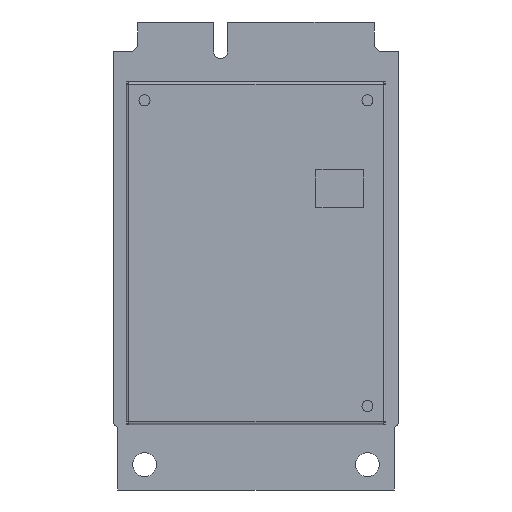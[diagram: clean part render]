
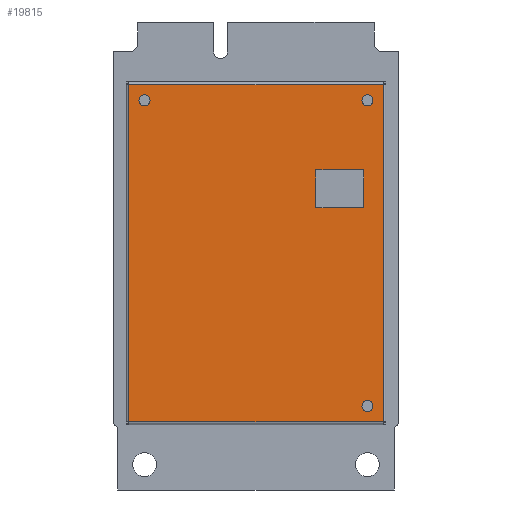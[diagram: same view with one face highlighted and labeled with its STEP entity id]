
A CAD part, front view. The second image highlights one B-rep face of the part: STEP entity #19815.
In plain terms, the highlighted planar face has unit normal (0, -1, 0).
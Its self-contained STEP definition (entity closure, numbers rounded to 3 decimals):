
#18182=CARTESIAN_POINT('',(-12.1,-1.5,-8.5));
#18183=DIRECTION('',(0.,-1.,0.));
#18184=DIRECTION('',(1.,0.,0.));
#18185=AXIS2_PLACEMENT_3D('',#18182,#18183,#18184);
#18190=CARTESIAN_POINT('',(-12.1,-1.5,-8.5));
#18191=DIRECTION('',(0.,-1.,0.));
#18192=DIRECTION('',(-1.,0.,0.));
#18193=AXIS2_PLACEMENT_3D('',#18190,#18191,#18192);
#18198=CARTESIAN_POINT('',(12.1,-1.5,-8.5));
#18199=DIRECTION('',(0.,-1.,0.));
#18200=DIRECTION('',(1.,0.,0.));
#18201=AXIS2_PLACEMENT_3D('',#18198,#18199,#18200);
#18206=CARTESIAN_POINT('',(12.1,-1.5,-8.5));
#18207=DIRECTION('',(0.,-1.,0.));
#18208=DIRECTION('',(-1.,0.,0.));
#18209=AXIS2_PLACEMENT_3D('',#18206,#18207,#18208);
#18214=CARTESIAN_POINT('',(12.1,-1.5,-41.7));
#18215=DIRECTION('',(0.,-1.,0.));
#18216=DIRECTION('',(1.,0.,0.));
#18217=AXIS2_PLACEMENT_3D('',#18214,#18215,#18216);
#18222=CARTESIAN_POINT('',(12.1,-1.5,-41.7));
#18223=DIRECTION('',(0.,-1.,0.));
#18224=DIRECTION('',(-1.,0.,0.));
#18225=AXIS2_PLACEMENT_3D('',#18222,#18223,#18224);
#18230=DIRECTION('',(0.,0.,1.));
#18231=VECTOR('',#18230,4.1);
#18232=CARTESIAN_POINT('',(11.7,-1.5,-20.148));
#18233=LINE('',#18232,#18231);
#18237=DIRECTION('',(-1.,0.,0.));
#18238=VECTOR('',#18237,5.2);
#18239=CARTESIAN_POINT('',(11.7,-1.5,-16.048));
#18240=LINE('',#18239,#18238);
#18244=DIRECTION('',(0.,0.,-1.));
#18245=VECTOR('',#18244,4.1);
#18246=CARTESIAN_POINT('',(6.5,-1.5,-16.048));
#18247=LINE('',#18246,#18245);
#18251=DIRECTION('',(1.,0.,0.));
#18252=VECTOR('',#18251,5.2);
#18253=CARTESIAN_POINT('',(6.5,-1.5,-20.148));
#18254=LINE('',#18253,#18252);
#18258=DIRECTION('',(-1.,0.,0.));
#18259=VECTOR('',#18258,27.6);
#18260=CARTESIAN_POINT('',(13.8,-1.5,-6.8));
#18261=LINE('',#18260,#18259);
#18318=DIRECTION('',(0.,0.,-1.));
#18319=VECTOR('',#18318,36.6);
#18320=CARTESIAN_POINT('',(-13.8,-1.5,-6.8));
#18321=LINE('',#18320,#18319);
#18378=DIRECTION('',(1.,0.,0.));
#18379=VECTOR('',#18378,27.6);
#18380=CARTESIAN_POINT('',(-13.8,-1.5,-43.4));
#18381=LINE('',#18380,#18379);
#18438=DIRECTION('',(0.,0.,1.));
#18439=VECTOR('',#18438,36.6);
#18440=CARTESIAN_POINT('',(13.8,-1.5,-43.4));
#18441=LINE('',#18440,#18439);
#19540=CARTESIAN_POINT('',(13.8,-1.5,-6.8));
#19541=CARTESIAN_POINT('',(-13.8,-1.5,-6.8));
#19542=VERTEX_POINT('',#19540);
#19543=VERTEX_POINT('',#19541);
#19544=CARTESIAN_POINT('',(13.8,-1.5,-43.4));
#19545=VERTEX_POINT('',#19544);
#19546=CARTESIAN_POINT('',(-13.8,-1.5,-43.4));
#19547=VERTEX_POINT('',#19546);
#19548=CARTESIAN_POINT('',(-11.5,-1.5,-8.5));
#19549=CARTESIAN_POINT('',(-12.7,-1.5,-8.5));
#19550=VERTEX_POINT('',#19548);
#19551=VERTEX_POINT('',#19549);
#19552=CARTESIAN_POINT('',(12.7,-1.5,-8.5));
#19553=CARTESIAN_POINT('',(11.5,-1.5,-8.5));
#19554=VERTEX_POINT('',#19552);
#19555=VERTEX_POINT('',#19553);
#19556=CARTESIAN_POINT('',(12.7,-1.5,-41.7));
#19557=CARTESIAN_POINT('',(11.5,-1.5,-41.7));
#19558=VERTEX_POINT('',#19556);
#19559=VERTEX_POINT('',#19557);
#19560=CARTESIAN_POINT('',(11.7,-1.5,-20.148));
#19561=CARTESIAN_POINT('',(11.7,-1.5,-16.048));
#19562=VERTEX_POINT('',#19560);
#19563=VERTEX_POINT('',#19561);
#19564=CARTESIAN_POINT('',(6.5,-1.5,-16.048));
#19565=VERTEX_POINT('',#19564);
#19566=CARTESIAN_POINT('',(6.5,-1.5,-20.148));
#19567=VERTEX_POINT('',#19566);
#19772=CARTESIAN_POINT('',(0.,-1.5,0.));
#19773=DIRECTION('',(0.,-1.,0.));
#19774=DIRECTION('',(-1.,0.,0.));
#19775=AXIS2_PLACEMENT_3D('',#19772,#19773,#19774);
#19776=PLANE('',#19775);
#19778=ORIENTED_EDGE('',*,*,#19777,.F.);
#19780=ORIENTED_EDGE('',*,*,#19779,.F.);
#19782=ORIENTED_EDGE('',*,*,#19781,.F.);
#19784=ORIENTED_EDGE('',*,*,#19783,.F.);
#19785=EDGE_LOOP('',(#19778,#19780,#19782,#19784));
#19786=FACE_OUTER_BOUND('',#19785,.F.);
#19788=ORIENTED_EDGE('',*,*,#19787,.T.);
#19790=ORIENTED_EDGE('',*,*,#19789,.T.);
#19791=EDGE_LOOP('',(#19788,#19790));
#19792=FACE_BOUND('',#19791,.F.);
#19794=ORIENTED_EDGE('',*,*,#19793,.T.);
#19796=ORIENTED_EDGE('',*,*,#19795,.T.);
#19797=EDGE_LOOP('',(#19794,#19796));
#19798=FACE_BOUND('',#19797,.F.);
#19800=ORIENTED_EDGE('',*,*,#19799,.T.);
#19802=ORIENTED_EDGE('',*,*,#19801,.T.);
#19803=EDGE_LOOP('',(#19800,#19802));
#19804=FACE_BOUND('',#19803,.F.);
#19806=ORIENTED_EDGE('',*,*,#19805,.T.);
#19808=ORIENTED_EDGE('',*,*,#19807,.T.);
#19810=ORIENTED_EDGE('',*,*,#19809,.T.);
#19812=ORIENTED_EDGE('',*,*,#19811,.T.);
#19813=EDGE_LOOP('',(#19806,#19808,#19810,#19812));
#19814=FACE_BOUND('',#19813,.F.);
#18186=CIRCLE('',#18185,0.6);
#18194=CIRCLE('',#18193,0.6);
#18202=CIRCLE('',#18201,0.6);
#18210=CIRCLE('',#18209,0.6);
#18218=CIRCLE('',#18217,0.6);
#18226=CIRCLE('',#18225,0.6);
#19777=EDGE_CURVE('',#19542,#19543,#18261,.T.);
#19779=EDGE_CURVE('',#19545,#19542,#18441,.T.);
#19781=EDGE_CURVE('',#19547,#19545,#18381,.T.);
#19783=EDGE_CURVE('',#19543,#19547,#18321,.T.);
#19787=EDGE_CURVE('',#19550,#19551,#18186,.T.);
#19789=EDGE_CURVE('',#19551,#19550,#18194,.T.);
#19793=EDGE_CURVE('',#19554,#19555,#18202,.T.);
#19795=EDGE_CURVE('',#19555,#19554,#18210,.T.);
#19799=EDGE_CURVE('',#19558,#19559,#18218,.T.);
#19801=EDGE_CURVE('',#19559,#19558,#18226,.T.);
#19805=EDGE_CURVE('',#19562,#19563,#18233,.T.);
#19807=EDGE_CURVE('',#19563,#19565,#18240,.T.);
#19809=EDGE_CURVE('',#19565,#19567,#18247,.T.);
#19811=EDGE_CURVE('',#19567,#19562,#18254,.T.);
#19815=ADVANCED_FACE('',(#19786,#19792,#19798,#19804,#19814),#19776,.T.);
